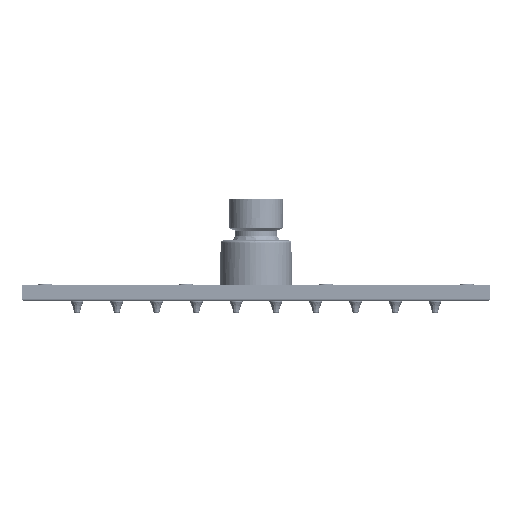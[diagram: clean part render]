
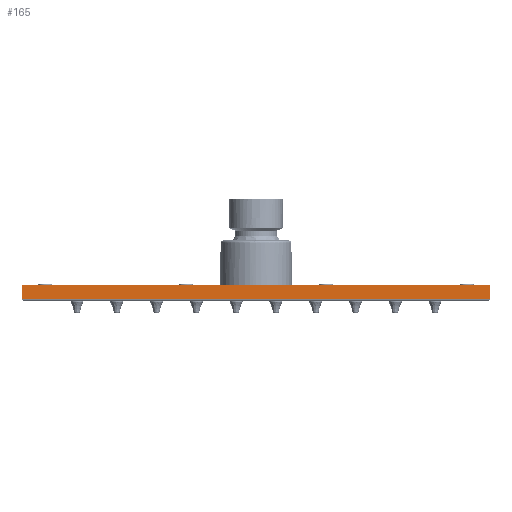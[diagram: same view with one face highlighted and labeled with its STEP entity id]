
A CAD part, left-side view. The second image highlights one B-rep face of the part: STEP entity #165.
In plain terms, the highlighted planar face has unit normal (-1, 0, 0).
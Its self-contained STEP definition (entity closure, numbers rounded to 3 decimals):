
#165=ADVANCED_FACE('',(#3897),#47059,.T.);
#3897=FACE_OUTER_BOUND('',#7010,.T.);
#7010=EDGE_LOOP('',(#10854,#10855,#10856,#10857));
#10854=ORIENTED_EDGE('',*,*,#25322,.F.);
#10855=ORIENTED_EDGE('',*,*,#25326,.T.);
#10856=ORIENTED_EDGE('',*,*,#25325,.T.);
#10857=ORIENTED_EDGE('',*,*,#25324,.T.);
#25322=EDGE_CURVE('',#40196,#40197,#37389,.T.);
#25324=EDGE_CURVE('',#40198,#40197,#37391,.T.);
#25325=EDGE_CURVE('',#40199,#40198,#37392,.T.);
#25326=EDGE_CURVE('',#40196,#40199,#37393,.T.);
#37389=B_SPLINE_CURVE_WITH_KNOTS('',1,(#52673,#52674),.UNSPECIFIED.,.F.,
 .F.,(2,2),(-200.,0.),.UNSPECIFIED.);
#37391=B_SPLINE_CURVE_WITH_KNOTS('',1,(#52683,#52684),.UNSPECIFIED.,.F.,
 .F.,(2,2),(-6.,0.),.UNSPECIFIED.);
#37392=B_SPLINE_CURVE_WITH_KNOTS('',1,(#52685,#52686),.UNSPECIFIED.,.F.,
 .F.,(2,2),(-200.,0.),.UNSPECIFIED.);
#37393=B_SPLINE_CURVE_WITH_KNOTS('',1,(#52687,#52688),.UNSPECIFIED.,.F.,
 .F.,(2,2),(-6.,0.),.UNSPECIFIED.);
#40196=VERTEX_POINT('',#52215);
#40197=VERTEX_POINT('',#52216);
#40198=VERTEX_POINT('',#52217);
#40199=VERTEX_POINT('',#52218);
#47059=PLANE('',#47861);
#47861=AXIS2_PLACEMENT_3D('',#51258,#49544,$);
#49544=DIRECTION('',(-1.,0.,0.));
#51258=CARTESIAN_POINT('',(-100.,0.06,-120.34));
#52215=CARTESIAN_POINT('',(-100.,1.,100.));
#52216=CARTESIAN_POINT('',(-100.,1.,-100.));
#52217=CARTESIAN_POINT('',(-100.,7.,-100.));
#52218=CARTESIAN_POINT('',(-100.,7.,100.));
#52673=CARTESIAN_POINT('',(-100.,1.,100.));
#52674=CARTESIAN_POINT('',(-100.,1.,-100.));
#52683=CARTESIAN_POINT('',(-100.,7.,-100.));
#52684=CARTESIAN_POINT('',(-100.,1.,-100.));
#52685=CARTESIAN_POINT('',(-100.,7.,100.));
#52686=CARTESIAN_POINT('',(-100.,7.,-100.));
#52687=CARTESIAN_POINT('',(-100.,1.,100.));
#52688=CARTESIAN_POINT('',(-100.,7.,100.));
